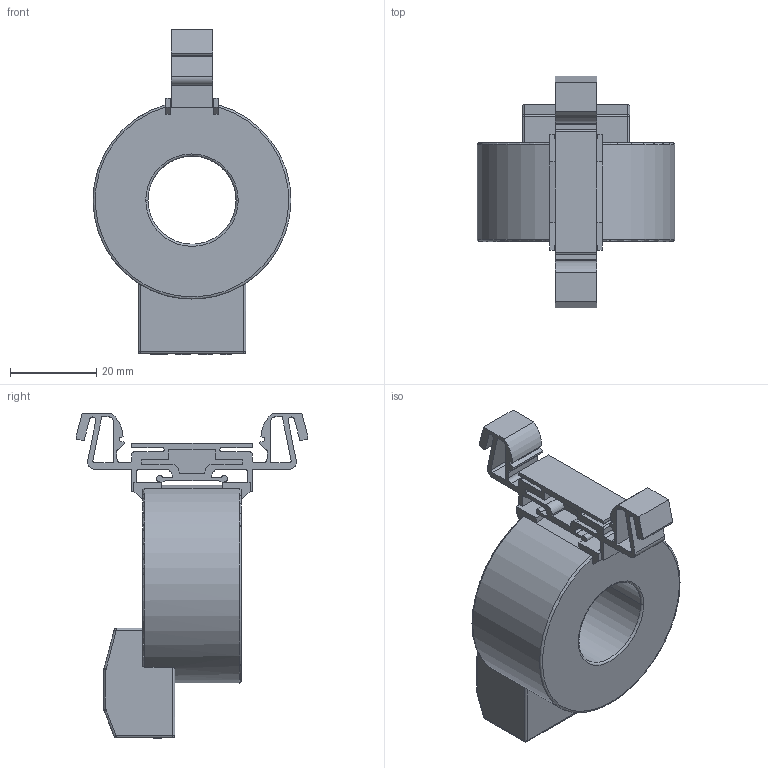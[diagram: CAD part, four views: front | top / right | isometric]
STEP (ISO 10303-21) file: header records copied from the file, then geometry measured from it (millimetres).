
FILE_DESCRIPTION((''),'2;1');
FILE_NAME('WGS_20_SW0001','2017-09-13T',('bcollados'),(''),'CREO PARAMETRIC BY PTC INC, 2015290','CREO PARAMETRIC BY PTC INC, 2015290','');
FILE_SCHEMA(('AUTOMOTIVE_DESIGN { 1 0 10303 214 1 1 1 1 }'));
Length unit declared in the file: metre
Products named in the file (1): WGS_20_SW0001
Bounding box: 46 x 53.93 x 75.7 mm (x, y, z)
Surface area: 13626.2 mm2 (no closed solid volume)
Topology: 0 solids, 1 shells, 587 faces, 1774 edges, 1178 vertices
Faces by surface type: plane 501, cylinder 69, torus 7, sphere 6, bspline 4
Entity records: 25406 total; most frequent: CARTESIAN_POINT 3671, ORIENTED_EDGE 3454, DIRECTION 3107, EDGE_CURVE 1768, COLOUR_RGB 1576, VECTOR 1569, LINE 1569, VERTEX_POINT 1178
